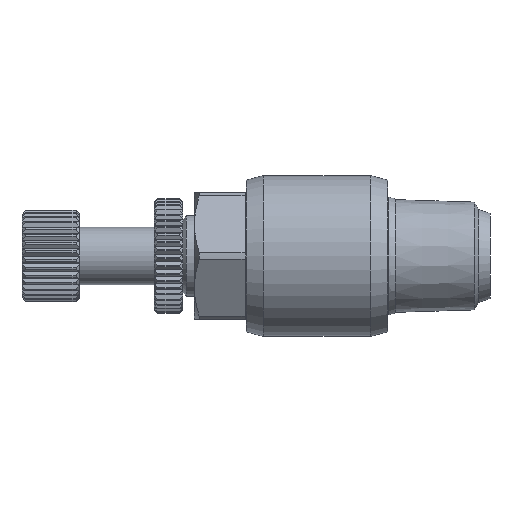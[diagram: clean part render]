
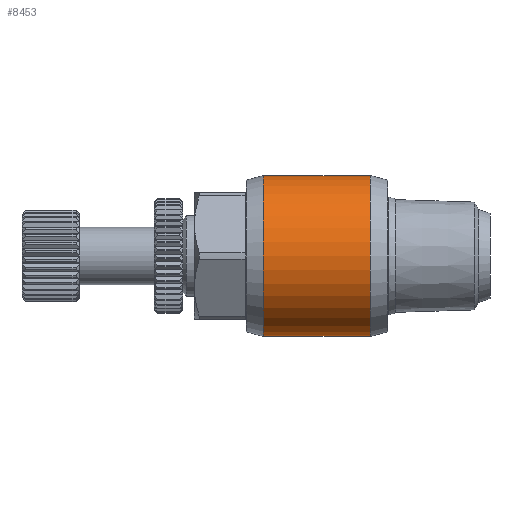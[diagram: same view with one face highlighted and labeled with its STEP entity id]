
A CAD part, left-side view. The second image highlights one B-rep face of the part: STEP entity #8453.
In plain terms, the highlighted cylindrical face has radius 7 mm (diameter 14 mm), a partial arc.
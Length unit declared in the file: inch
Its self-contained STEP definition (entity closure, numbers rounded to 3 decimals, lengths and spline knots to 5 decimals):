
#45 = DIRECTION ( 'NONE',  ( 0., 0., 1. ) ) ;
#805 = ORIENTED_EDGE ( 'NONE', *, *, #4325, .T. ) ;
#1176 = DIRECTION ( 'NONE',  ( 0., 0., 1. ) ) ;
#2019 = VECTOR ( 'NONE', #18164, 39.37008 ) ;
#2130 = AXIS2_PLACEMENT_3D ( 'NONE', #3502, #13981, #14060 ) ;
#2704 = VERTEX_POINT ( 'NONE', #19040 ) ;
#3502 = CARTESIAN_POINT ( 'NONE',  ( 0., 0.59252, 0. ) ) ;
#4176 = FACE_OUTER_BOUND ( 'NONE', #7048, .T. ) ;
#4325 = EDGE_CURVE ( 'NONE', #2704, #18931, #10704, .T. ) ;
#4778 = ORIENTED_EDGE ( 'NONE', *, *, #8425, .F. ) ;
#5645 = EDGE_CURVE ( 'NONE', #19765, #8245, #13583, .T. ) ;
#5976 = ORIENTED_EDGE ( 'NONE', *, *, #5645, .T. ) ;
#6451 = CARTESIAN_POINT ( 'NONE',  ( 0., 0.40945, 0.27559 ) ) ;
#7048 = EDGE_LOOP ( 'NONE', ( #4778, #5976, #21134, #805 ) ) ;
#8245 = VERTEX_POINT ( 'NONE', #6451 ) ;
#8425 = EDGE_CURVE ( 'NONE', #19765, #18931, #13494, .T. ) ;
#8453 = ADVANCED_FACE ( 'NONE', ( #4176 ), #19534, .T. ) ;
#8806 = VECTOR ( 'NONE', #19194, 39.37008 ) ;
#8883 = AXIS2_PLACEMENT_3D ( 'NONE', #20970, #10443, #45 ) ;
#9479 = EDGE_CURVE ( 'NONE', #8245, #2704, #11307, .T. ) ;
#10443 = DIRECTION ( 'NONE',  ( 0., 1., 0. ) ) ;
#10704 = CIRCLE ( 'NONE', #16750, 0.27559 ) ;
#11307 = LINE ( 'NONE', #16340, #2019 ) ;
#11608 = DIRECTION ( 'NONE',  ( 0., -1., 0. ) ) ;
#13494 = LINE ( 'NONE', #13902, #8806 ) ;
#13583 = CIRCLE ( 'NONE', #8883, 0.27559 ) ;
#13902 = CARTESIAN_POINT ( 'NONE',  ( 0., 0.59252, -0.27559 ) ) ;
#13981 = DIRECTION ( 'NONE',  ( 0., 1., 0. ) ) ;
#14060 = DIRECTION ( 'NONE',  ( 0., 0., 1. ) ) ;
#16340 = CARTESIAN_POINT ( 'NONE',  ( 0., 0.59252, 0.27559 ) ) ;
#16750 = AXIS2_PLACEMENT_3D ( 'NONE', #22126, #11608, #1176 ) ;
#17221 = CARTESIAN_POINT ( 'NONE',  ( 0., 0.77559, -0.27559 ) ) ;
#18164 = DIRECTION ( 'NONE',  ( 0., 1., 0. ) ) ;
#18931 = VERTEX_POINT ( 'NONE', #17221 ) ;
#19040 = CARTESIAN_POINT ( 'NONE',  ( 0., 0.77559, 0.27559 ) ) ;
#19194 = DIRECTION ( 'NONE',  ( 0., 1., 0. ) ) ;
#19534 = CYLINDRICAL_SURFACE ( 'NONE', #2130, 0.27559 ) ;
#19765 = VERTEX_POINT ( 'NONE', #21238 ) ;
#20970 = CARTESIAN_POINT ( 'NONE',  ( 0., 0.40945, 0. ) ) ;
#21134 = ORIENTED_EDGE ( 'NONE', *, *, #9479, .T. ) ;
#21238 = CARTESIAN_POINT ( 'NONE',  ( 0., 0.40945, -0.27559 ) ) ;
#22126 = CARTESIAN_POINT ( 'NONE',  ( 0., 0.77559, 0. ) ) ;
